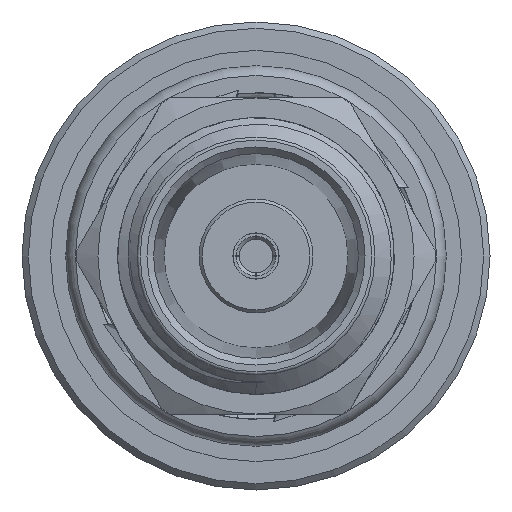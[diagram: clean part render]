
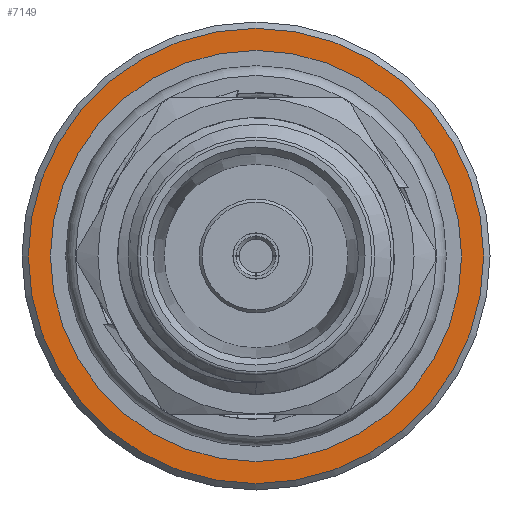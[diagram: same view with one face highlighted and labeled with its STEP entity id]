
A CAD part, left-side view. The second image highlights one B-rep face of the part: STEP entity #7149.
In plain terms, the highlighted planar face has unit normal (-1, 0, 0).
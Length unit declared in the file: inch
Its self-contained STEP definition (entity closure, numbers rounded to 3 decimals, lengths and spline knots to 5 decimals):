
#578 = DIRECTION ( 'NONE',  ( -1., 0., 0. ) ) ;
#880 = CIRCLE ( 'NONE', #2774, 0.36008 ) ;
#1280 = DIRECTION ( 'NONE',  ( 0., 1., 0. ) ) ;
#1561 = EDGE_LOOP ( 'NONE', ( #3242 ) ) ;
#2365 = DIRECTION ( 'NONE',  ( 0., 0., -1. ) ) ;
#2774 = AXIS2_PLACEMENT_3D ( 'NONE', #4682, #578, #2365 ) ;
#2783 = AXIS2_PLACEMENT_3D ( 'NONE', #8658, #8706, #1280 ) ;
#3242 = ORIENTED_EDGE ( 'NONE', *, *, #4867, .T. ) ;
#3577 = CARTESIAN_POINT ( 'NONE',  ( 0.65984, 0., 0. ) ) ;
#4682 = CARTESIAN_POINT ( 'NONE',  ( 0.65984, 0., 0. ) ) ;
#4867 = EDGE_CURVE ( 'NONE', #6039, #6039, #10011, .T. ) ;
#5302 = DIRECTION ( 'NONE',  ( 0., 0., -1. ) ) ;
#5333 = PLANE ( 'NONE',  #2783 ) ;
#5389 = FACE_BOUND ( 'NONE', #1561, .T. ) ;
#6039 = VERTEX_POINT ( 'NONE', #10307 ) ;
#6111 = CARTESIAN_POINT ( 'NONE',  ( 0.65984, 0., -0.36008 ) ) ;
#6487 = EDGE_CURVE ( 'NONE', #6921, #6921, #880, .T. ) ;
#6921 = VERTEX_POINT ( 'NONE', #6111 ) ;
#7095 = AXIS2_PLACEMENT_3D ( 'NONE', #3577, #7674, #5302 ) ;
#7149 = ADVANCED_FACE ( 'NONE', ( #5389, #9359 ), #5333, .F. ) ;
#7674 = DIRECTION ( 'NONE',  ( 1., 0., 0. ) ) ;
#8658 = CARTESIAN_POINT ( 'NONE',  ( 0.65984, -0.32508, 0. ) ) ;
#8706 = DIRECTION ( 'NONE',  ( 1., 0., 0. ) ) ;
#9359 = FACE_OUTER_BOUND ( 'NONE', #9492, .T. ) ;
#9492 = EDGE_LOOP ( 'NONE', ( #10222 ) ) ;
#10011 = CIRCLE ( 'NONE', #7095, 0.32508 ) ;
#10222 = ORIENTED_EDGE ( 'NONE', *, *, #6487, .T. ) ;
#10307 = CARTESIAN_POINT ( 'NONE',  ( 0.65984, 0., -0.32508 ) ) ;
